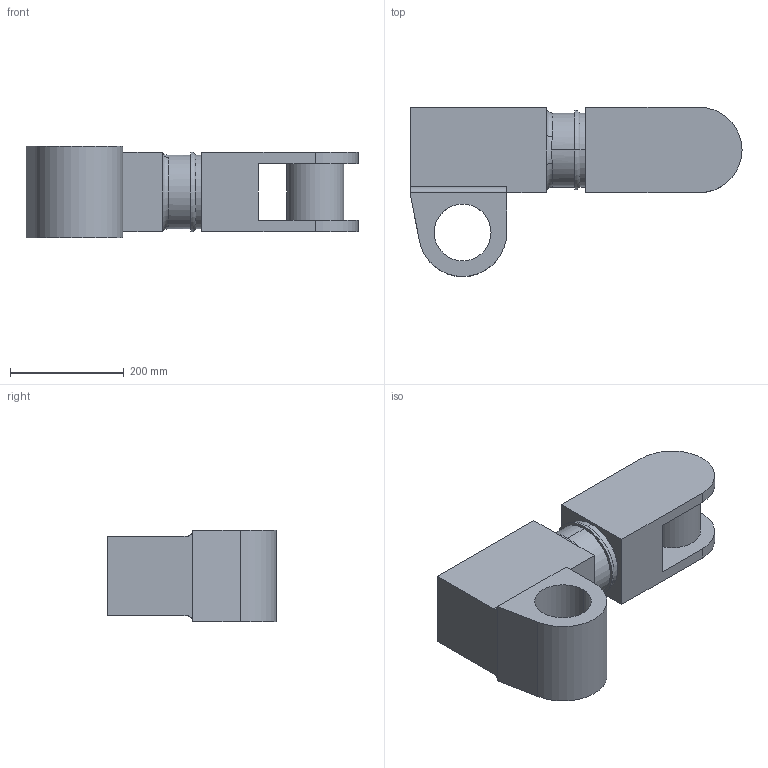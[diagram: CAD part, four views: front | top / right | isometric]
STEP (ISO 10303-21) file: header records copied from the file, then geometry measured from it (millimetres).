
FILE_DESCRIPTION (( 'STEP AP203' ), '1' );
FILE_NAME ('Pièce4_Défaut_sldprt.STEP', '2025-04-13T22:22:42', ( '' ), ( '' ), 'SwSTEP 2.0', 'SolidWorks 2024', '' );
FILE_SCHEMA (( 'CONFIG_CONTROL_DESIGN' ));
Length unit declared in the file: millimetre
Products named in the file (1): Pièce4_Défaut_sldprt
Bounding box: 583.73 x 297.5 x 160 mm (x, y, z)
Volume: 11902258 mm3; surface area: 522735.1 mm2
Topology: 1 solids, 1 shells, 41 faces, 101 edges, 64 vertices
Faces by surface type: plane 22, cylinder 13, torus 4, bspline 2
Entity records: 1480 total; most frequent: CARTESIAN_POINT 405, DIRECTION 215, ORIENTED_EDGE 202, EDGE_CURVE 101, AXIS2_PLACEMENT_3D 78, VERTEX_POINT 64, VECTOR 59, LINE 59
